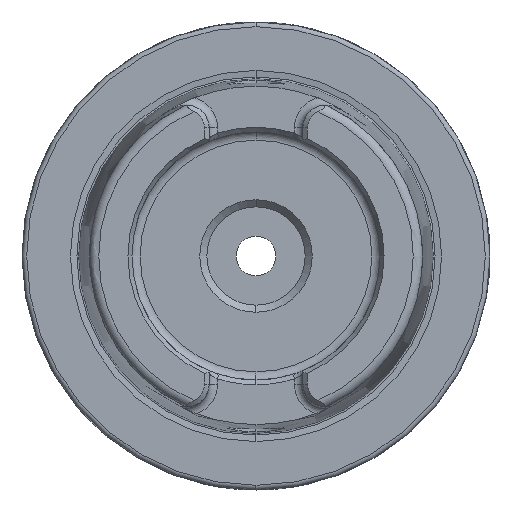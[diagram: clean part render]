
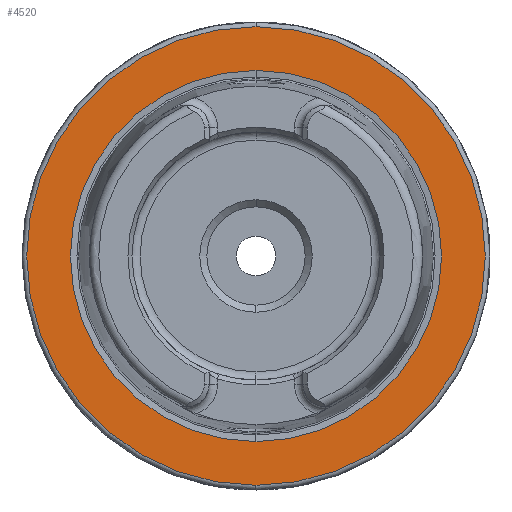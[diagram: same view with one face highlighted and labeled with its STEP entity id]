
A CAD part, left-side view. The second image highlights one B-rep face of the part: STEP entity #4520.
In plain terms, the highlighted planar face has unit normal (-1, 0, 0).
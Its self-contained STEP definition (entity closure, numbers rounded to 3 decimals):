
#254 = CARTESIAN_POINT ( 'NONE',  ( 0., 0., 0. ) ) ;
#289 = AXIS2_PLACEMENT_3D ( 'NONE', #7929, #2752, #8808 ) ;
#601 = VERTEX_POINT ( 'NONE', #5472 ) ;
#1099 = ORIENTED_EDGE ( 'NONE', *, *, #4801, .F. ) ;
#1126 = DIRECTION ( 'NONE',  ( 0., 0., 1. ) ) ;
#1319 = ORIENTED_EDGE ( 'NONE', *, *, #4557, .T. ) ;
#2545 = DIRECTION ( 'NONE',  ( 0., 0., -1. ) ) ;
#2752 = DIRECTION ( 'NONE',  ( 1., 0., 0. ) ) ;
#3005 = AXIS2_PLACEMENT_3D ( 'NONE', #254, #6263, #1126 ) ;
#3126 = DIRECTION ( 'NONE',  ( 1., 0., 0. ) ) ;
#3461 = CARTESIAN_POINT ( 'NONE',  ( 0., 0., 0. ) ) ;
#3649 = AXIS2_PLACEMENT_3D ( 'NONE', #8307, #3126, #9182 ) ;
#4154 = CIRCLE ( 'NONE', #3649, 49. ) ;
#4189 = VERTEX_POINT ( 'NONE', #6538 ) ;
#4322 = DIRECTION ( 'NONE',  ( 0., 0., 1. ) ) ;
#4520 = ADVANCED_FACE ( 'NONE', ( #4773, #9259 ), #5974, .T. ) ;
#4557 = EDGE_CURVE ( 'NONE', #4189, #7282, #8985, .T. ) ;
#4773 = FACE_BOUND ( 'NONE', #10466, .T. ) ;
#4801 = EDGE_CURVE ( 'NONE', #10515, #601, #7897, .T. ) ;
#5239 = EDGE_CURVE ( 'NONE', #7282, #4189, #6932, .T. ) ;
#5472 = CARTESIAN_POINT ( 'NONE',  ( 0., 0., 49. ) ) ;
#5603 = EDGE_LOOP ( 'NONE', ( #9447, #1099 ) ) ;
#5974 = PLANE ( 'NONE',  #10179 ) ;
#6263 = DIRECTION ( 'NONE',  ( 1., 0., 0. ) ) ;
#6538 = CARTESIAN_POINT ( 'NONE',  ( 0., 0., -39.647 ) ) ;
#6680 = ORIENTED_EDGE ( 'NONE', *, *, #5239, .T. ) ;
#6932 = CIRCLE ( 'NONE', #289, 39.647 ) ;
#7282 = VERTEX_POINT ( 'NONE', #8665 ) ;
#7724 = DIRECTION ( 'NONE',  ( -1., 0., 0. ) ) ;
#7897 = CIRCLE ( 'NONE', #3005, 49. ) ;
#7929 = CARTESIAN_POINT ( 'NONE',  ( 0., 0., 0. ) ) ;
#8307 = CARTESIAN_POINT ( 'NONE',  ( 0., 0., 0. ) ) ;
#8665 = CARTESIAN_POINT ( 'NONE',  ( 0., 0., 39.647 ) ) ;
#8808 = DIRECTION ( 'NONE',  ( 0., 0., 1. ) ) ;
#8985 = CIRCLE ( 'NONE', #9610, 39.647 ) ;
#9101 = CARTESIAN_POINT ( 'NONE',  ( 0., 0., -49. ) ) ;
#9182 = DIRECTION ( 'NONE',  ( 0., 0., 1. ) ) ;
#9259 = FACE_OUTER_BOUND ( 'NONE', #5603, .T. ) ;
#9447 = ORIENTED_EDGE ( 'NONE', *, *, #10542, .F. ) ;
#9504 = DIRECTION ( 'NONE',  ( 1., 0., 0. ) ) ;
#9610 = AXIS2_PLACEMENT_3D ( 'NONE', #3461, #9504, #4322 ) ;
#10179 = AXIS2_PLACEMENT_3D ( 'NONE', #11109, #7724, #2545 ) ;
#10466 = EDGE_LOOP ( 'NONE', ( #1319, #6680 ) ) ;
#10515 = VERTEX_POINT ( 'NONE', #9101 ) ;
#10542 = EDGE_CURVE ( 'NONE', #601, #10515, #4154, .T. ) ;
#11109 = CARTESIAN_POINT ( 'NONE',  ( 0., -39.647, 0. ) ) ;
